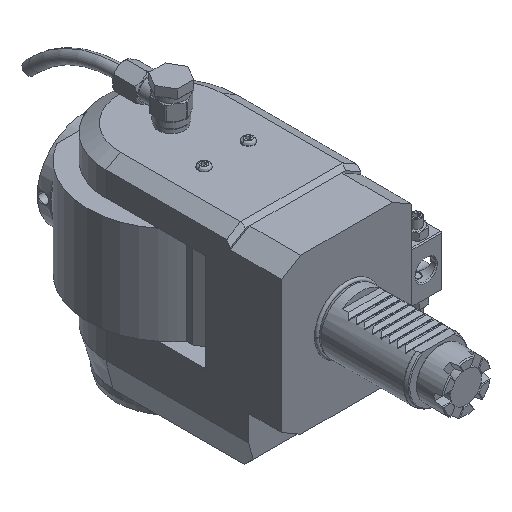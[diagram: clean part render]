
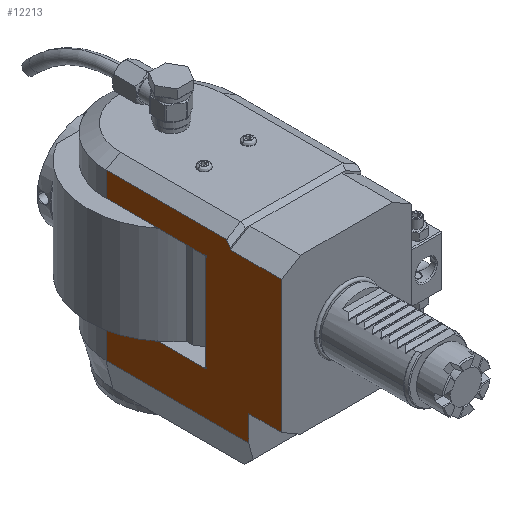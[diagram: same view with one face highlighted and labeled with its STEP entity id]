
A CAD part, isometric view. The second image highlights one B-rep face of the part: STEP entity #12213.
In plain terms, the highlighted planar face has unit normal (-1, 0, 0).
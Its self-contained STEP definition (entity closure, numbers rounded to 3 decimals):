
#65=DIRECTION('',(0.,1.,0.));
#66=VECTOR('',#65,59.);
#67=CARTESIAN_POINT('',(-32.,-59.,35.959));
#68=LINE('',#67,#66);
#89=DIRECTION('',(0.,0.,1.));
#90=VECTOR('',#89,0.5);
#91=CARTESIAN_POINT('',(-32.,-59.,35.459));
#92=LINE('',#91,#90);
#97=DIRECTION('',(0.,1.,0.));
#98=VECTOR('',#97,0.433);
#99=CARTESIAN_POINT('',(-32.,-59.433,35.459));
#100=LINE('',#99,#98);
#101=DIRECTION('',(0.,0.655,0.756));
#102=VECTOR('',#101,2.394);
#103=CARTESIAN_POINT('',(-32.,-61.,33.649));
#104=LINE('',#103,#102);
#105=DIRECTION('',(0.,-1.,0.));
#106=VECTOR('',#105,25.);
#107=CARTESIAN_POINT('',(-32.,-61.,32.515));
#108=LINE('',#107,#106);
#109=DIRECTION('',(0.,-1.,0.));
#110=VECTOR('',#109,16.);
#111=CARTESIAN_POINT('',(-32.,-70.,-32.515));
#112=LINE('',#111,#110);
#113=DIRECTION('',(0.,1.,0.));
#114=VECTOR('',#113,23.368);
#115=CARTESIAN_POINT('',(-32.,-49.,24.));
#116=LINE('',#115,#114);
#121=DIRECTION('',(0.,0.,-1.));
#122=VECTOR('',#121,11.959);
#123=CARTESIAN_POINT('',(-32.,0.,35.959));
#124=LINE('',#123,#122);
#246=DIRECTION('',(0.,0.,-1.));
#247=VECTOR('',#246,65.03);
#248=CARTESIAN_POINT('',(-32.,-86.,32.515));
#249=LINE('',#248,#247);
#428=DIRECTION('',(0.,0.,1.));
#429=VECTOR('',#428,1.134);
#430=CARTESIAN_POINT('',(-32.,-61.,32.515));
#431=LINE('',#430,#429);
#468=DIRECTION('',(0.,0.,1.));
#469=VECTOR('',#468,12.485);
#470=CARTESIAN_POINT('',(-32.,-70.,-45.));
#471=LINE('',#470,#469);
#488=DIRECTION('',(0.,-1.,0.));
#489=VECTOR('',#488,70.);
#490=CARTESIAN_POINT('',(-32.,0.,
-45.));
#491=LINE('',#490,#489);
#547=DIRECTION('',(0.,0.,-1.));
#548=VECTOR('',#547,21.);
#549=CARTESIAN_POINT('',(-32.,0.,-24.));
#550=LINE('',#549,#548);
#551=CARTESIAN_POINT('',(-32.,0.,-45.001));
#675=DIRECTION('',(0.,1.,0.));
#676=VECTOR('',#675,25.632);
#677=CARTESIAN_POINT('',(-32.,-25.632,-24.));
#678=LINE('',#677,#676);
#714=DIRECTION('',(0.,0.,-1.));
#715=VECTOR('',#714,48.);
#716=CARTESIAN_POINT('',(-32.,-49.,24.));
#717=LINE('',#716,#715);
#782=DIRECTION('',(0.,1.,0.));
#783=VECTOR('',#782,23.368);
#784=CARTESIAN_POINT('',(-32.,-49.,-24.));
#785=LINE('',#784,#783);
#1201=DIRECTION('',(0.,-1.,0.));
#1202=VECTOR('',#1201,25.632);
#1203=CARTESIAN_POINT('',(-32.,0.,24.));
#1204=LINE('',#1203,#1202);
#10753=CARTESIAN_POINT('',(-32.,-61.,33.649));
#10754=CARTESIAN_POINT('',(-32.,-59.433,35.459));
#10755=VERTEX_POINT('',#10753);
#10756=VERTEX_POINT('',#10754);
#11823=CARTESIAN_POINT('',(-32.,-86.,32.515));
#11825=VERTEX_POINT('',#11823);
#11830=CARTESIAN_POINT('',(-32.,-49.,24.));
#11831=CARTESIAN_POINT('',(-32.,-49.,-24.));
#11832=VERTEX_POINT('',#11830);
#11833=VERTEX_POINT('',#11831);
#11846=CARTESIAN_POINT('',(-32.,-25.632,-24.));
#11847=VERTEX_POINT('',#11846);
#11850=CARTESIAN_POINT('',(-32.,-25.632,24.));
#11851=VERTEX_POINT('',#11850);
#11862=CARTESIAN_POINT('',(-32.,-70.,-45.));
#11864=VERTEX_POINT('',#11862);
#11870=CARTESIAN_POINT('',(-32.,-86.,-32.515));
#11871=VERTEX_POINT('',#11870);
#11880=CARTESIAN_POINT('',(-32.,-70.,-32.515));
#11881=VERTEX_POINT('',#11880);
#11882=CARTESIAN_POINT('',(-32.,-59.,35.959));
#11883=CARTESIAN_POINT('',(-32.,0.,
35.959));
#11884=VERTEX_POINT('',#11882);
#11885=VERTEX_POINT('',#11883);
#11894=VERTEX_POINT('',#551);
#11940=CARTESIAN_POINT('',(-32.,-59.,35.459));
#11942=VERTEX_POINT('',#11940);
#12054=CARTESIAN_POINT('',(-32.,-61.,32.515));
#12055=VERTEX_POINT('',#12054);
#12060=CARTESIAN_POINT('',(-32.,0.,-24.));
#12061=VERTEX_POINT('',#12060);
#12063=CARTESIAN_POINT('',(-32.,0.,24.));
#12065=VERTEX_POINT('',#12063);
#12176=CARTESIAN_POINT('',(-32.,0.,-59.));
#12177=DIRECTION('',(-1.,0.,0.));
#12178=DIRECTION('',(0.,-1.,0.));
#12179=AXIS2_PLACEMENT_3D('',#12176,#12177,#12178);
#12180=PLANE('',#12179);
#12182=ORIENTED_EDGE('',*,*,#12181,.F.);
#12183=ORIENTED_EDGE('',*,*,#12124,.F.);
#12184=ORIENTED_EDGE('',*,*,#12170,.F.);
#12185=ORIENTED_EDGE('',*,*,#12159,.F.);
#12186=ORIENTED_EDGE('',*,*,#12146,.F.);
#12188=ORIENTED_EDGE('',*,*,#12187,.F.);
#12190=ORIENTED_EDGE('',*,*,#12189,.T.);
#12192=ORIENTED_EDGE('',*,*,#12191,.T.);
#12194=ORIENTED_EDGE('',*,*,#12193,.F.);
#12196=ORIENTED_EDGE('',*,*,#12195,.F.);
#12198=ORIENTED_EDGE('',*,*,#12197,.F.);
#12200=ORIENTED_EDGE('',*,*,#12199,.F.);
#12202=ORIENTED_EDGE('',*,*,#12201,.F.);
#12204=ORIENTED_EDGE('',*,*,#12203,.F.);
#12206=ORIENTED_EDGE('',*,*,#12205,.F.);
#12208=ORIENTED_EDGE('',*,*,#12207,.T.);
#12210=ORIENTED_EDGE('',*,*,#12209,.F.);
#12211=EDGE_LOOP('',(#12182,#12183,#12184,#12185,#12186,#12188,#12190,#12192,
#12194,#12196,#12198,#12200,#12202,#12204,#12206,#12208,#12210));
#12212=FACE_OUTER_BOUND('',#12211,.F.);
#12124=EDGE_CURVE('',#11884,#11885,#68,.T.);
#12146=EDGE_CURVE('',#10755,#10756,#104,.T.);
#12159=EDGE_CURVE('',#10756,#11942,#100,.T.);
#12170=EDGE_CURVE('',#11942,#11884,#92,.T.);
#12181=EDGE_CURVE('',#11885,#12065,#124,.T.);
#12187=EDGE_CURVE('',#12055,#10755,#431,.T.);
#12189=EDGE_CURVE('',#12055,#11825,#108,.T.);
#12191=EDGE_CURVE('',#11825,#11871,#249,.T.);
#12193=EDGE_CURVE('',#11881,#11871,#112,.T.);
#12195=EDGE_CURVE('',#11864,#11881,#471,.T.);
#12197=EDGE_CURVE('',#11894,#11864,#491,.T.);
#12199=EDGE_CURVE('',#12061,#11894,#550,.T.);
#12201=EDGE_CURVE('',#11847,#12061,#678,.T.);
#12203=EDGE_CURVE('',#11833,#11847,#785,.T.);
#12205=EDGE_CURVE('',#11832,#11833,#717,.T.);
#12207=EDGE_CURVE('',#11832,#11851,#116,.T.);
#12209=EDGE_CURVE('',#12065,#11851,#1204,.T.);
#12213=ADVANCED_FACE('',(#12212),#12180,.T.);
